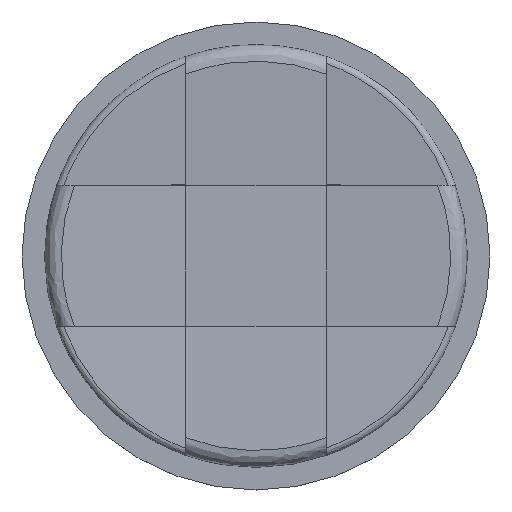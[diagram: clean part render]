
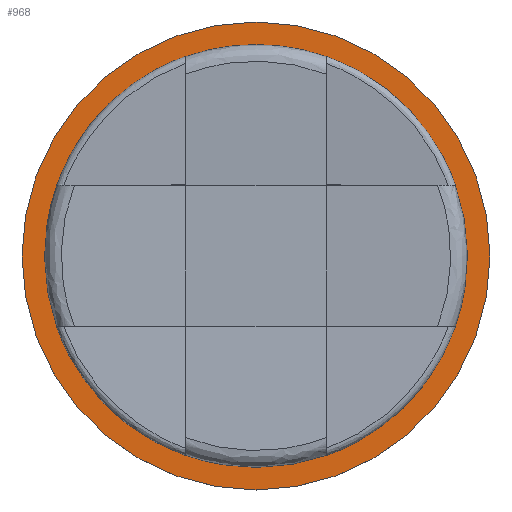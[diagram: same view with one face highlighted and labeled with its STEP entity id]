
A CAD part, top view. The second image highlights one B-rep face of the part: STEP entity #968.
In plain terms, the highlighted planar face has unit normal (0, 0, 1).
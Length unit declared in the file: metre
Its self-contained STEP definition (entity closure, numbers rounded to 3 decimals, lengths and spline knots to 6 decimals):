
#77=CIRCLE('',#1044,0.01905);
#78=CIRCLE('',#1047,0.017209);
#114=ORIENTED_EDGE('',*,*,#407,.T.);
#115=ORIENTED_EDGE('',*,*,#406,.F.);
#406=EDGE_CURVE('',#553,#553,#77,.T.);
#407=EDGE_CURVE('',#554,#554,#78,.T.);
#553=VERTEX_POINT('',#1391);
#554=VERTEX_POINT('',#1395);
#806=EDGE_LOOP('',(#114));
#807=EDGE_LOOP('',(#115));
#870=FACE_BOUND('',#806,.T.);
#871=FACE_BOUND('',#807,.T.);
#932=PLANE('',#1046);
#968=ADVANCED_FACE('',(#870,#871),#932,.F.);
#1044=AXIS2_PLACEMENT_3D('',#1390,#1140,#1141);
#1046=AXIS2_PLACEMENT_3D('',#1393,#1144,#1145);
#1047=AXIS2_PLACEMENT_3D('',#1394,#1146,#1147);
#1140=DIRECTION('',(0.,0.,-1.));
#1141=DIRECTION('',(0.,1.,0.));
#1144=DIRECTION('',(0.,0.,-1.));
#1145=DIRECTION('',(1.,0.,0.));
#1146=DIRECTION('',(0.,0.,-1.));
#1147=DIRECTION('',(0.,1.,0.));
#1390=CARTESIAN_POINT('',(-0.046933,0.00815,0.010203));
#1391=CARTESIAN_POINT('',(-0.046933,0.0272,0.010203));
#1393=CARTESIAN_POINT('',(-0.046933,0.00815,0.010203));
#1394=CARTESIAN_POINT('',(-0.046933,0.00815,0.010203));
#1395=CARTESIAN_POINT('',(-0.046933,0.025358,0.010203));
